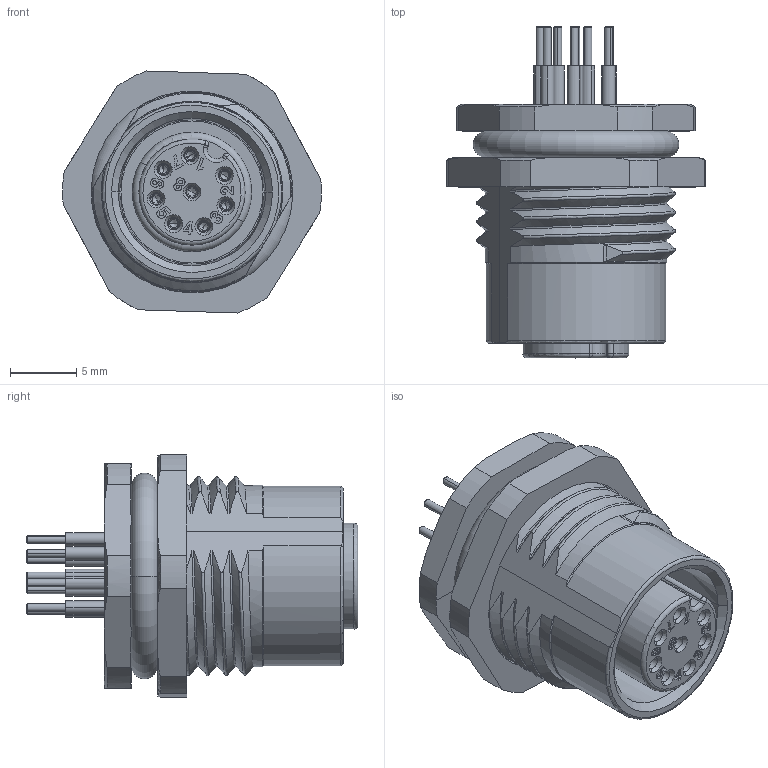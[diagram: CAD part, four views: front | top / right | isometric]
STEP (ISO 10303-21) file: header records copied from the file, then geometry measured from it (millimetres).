
FILE_DESCRIPTION((''),'2;1');
FILE_NAME('MANIFOLD_SOLID_BREP_21993','2023-12-27T',('13531'),(''),'PRO/ENGINEER BY PARAMETRIC TECHNOLOGY CORPORATION, 2012480','PRO/ENGINEER BY PARAMETRIC TECHNOLOGY CORPORATION, 2012480','');
FILE_SCHEMA(('CONFIG_CONTROL_DESIGN'));
Length unit declared in the file: millimetre
Products named in the file (1): MANIFOLD_SOLID_BREP_21993
Bounding box: 19.5 x 25 x 18.23 mm (x, y, z)
Volume: 2773.5 mm3; surface area: 3207.5 mm2
Topology: 2 solids, 2 shells, 602 faces, 1688 edges, 1120 vertices
Faces by surface type: plane 157, cone 138, cylinder 124, extrusion 109, torus 36, bspline 36, sphere 2
Entity records: 23097 total; most frequent: CARTESIAN_POINT 8285, ORIENTED_EDGE 3340, DIRECTION 2661, EDGE_CURVE 1670, VERTEX_POINT 1120, AXIS2_PLACEMENT_3D 995, B_SPLINE_CURVE_WITH_KNOTS 679, VECTOR 671
